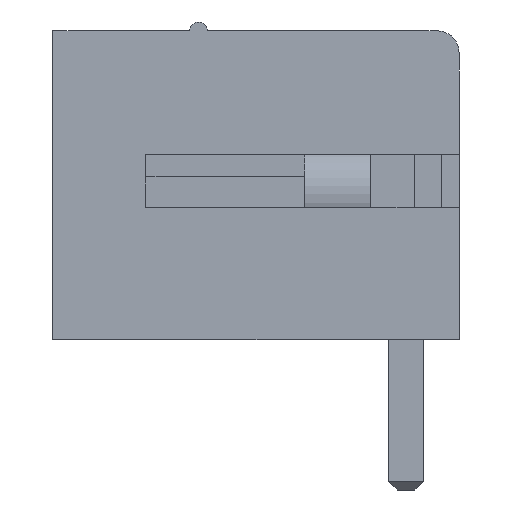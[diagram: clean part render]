
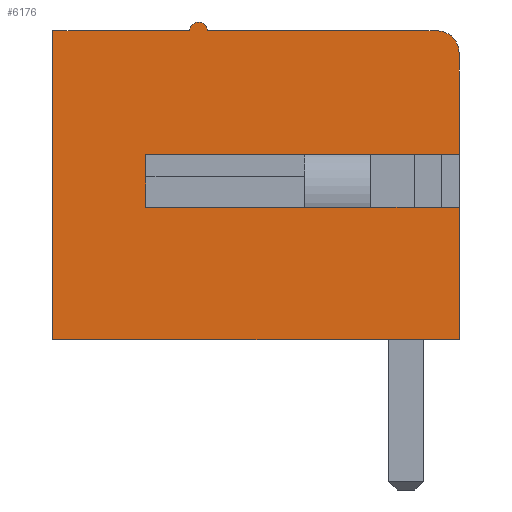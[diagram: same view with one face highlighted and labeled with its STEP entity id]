
A CAD part, left-side view. The second image highlights one B-rep face of the part: STEP entity #6176.
In plain terms, the highlighted planar face has unit normal (-1, 0, 0).
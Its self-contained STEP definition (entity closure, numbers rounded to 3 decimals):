
#90=CIRCLE('',#6571,0.5);
#91=CIRCLE('',#6572,0.2);
#143=FACE_OUTER_BOUND('',#465,.T.);
#465=EDGE_LOOP('',(#4080,#4081,#4082,#4083,#4084,#4085,#4086,#4087,#4088,
#4089,#4090));
#799=LINE('',#8580,#1667);
#815=LINE('',#8612,#1683);
#818=LINE('',#8617,#1686);
#825=LINE('',#8631,#1693);
#827=LINE('',#8635,#1695);
#828=LINE('',#8639,#1696);
#829=LINE('',#8643,#1697);
#830=LINE('',#8645,#1698);
#831=LINE('',#8646,#1699);
#1667=VECTOR('',#6950,10.);
#1683=VECTOR('',#6972,10.);
#1686=VECTOR('',#6977,10.);
#1693=VECTOR('',#6988,10.);
#1695=VECTOR('',#6992,10.);
#1696=VECTOR('',#6995,10.);
#1697=VECTOR('',#6998,10.);
#1698=VECTOR('',#6999,10.);
#1699=VECTOR('',#7000,10.);
#2535=VERTEX_POINT('',#8577);
#2536=VERTEX_POINT('',#8579);
#2549=VERTEX_POINT('',#8611);
#2550=VERTEX_POINT('',#8616);
#2555=VERTEX_POINT('',#8630);
#2556=VERTEX_POINT('',#8634);
#2557=VERTEX_POINT('',#8636);
#2558=VERTEX_POINT('',#8638);
#2559=VERTEX_POINT('',#8640);
#2560=VERTEX_POINT('',#8642);
#2561=VERTEX_POINT('',#8644);
#3127=EDGE_CURVE('',#2536,#2535,#799,.T.);
#3143=EDGE_CURVE('',#2549,#2536,#815,.T.);
#3146=EDGE_CURVE('',#2550,#2549,#818,.T.);
#3153=EDGE_CURVE('',#2550,#2555,#825,.T.);
#3155=EDGE_CURVE('',#2556,#2535,#827,.T.);
#3156=EDGE_CURVE('',#2557,#2556,#90,.T.);
#3157=EDGE_CURVE('',#2558,#2557,#828,.T.);
#3158=EDGE_CURVE('',#2559,#2558,#91,.T.);
#3159=EDGE_CURVE('',#2560,#2559,#829,.T.);
#3160=EDGE_CURVE('',#2561,#2560,#830,.T.);
#3161=EDGE_CURVE('',#2555,#2561,#831,.T.);
#4080=ORIENTED_EDGE('',*,*,#3127,.T.);
#4081=ORIENTED_EDGE('',*,*,#3155,.F.);
#4082=ORIENTED_EDGE('',*,*,#3156,.F.);
#4083=ORIENTED_EDGE('',*,*,#3157,.F.);
#4084=ORIENTED_EDGE('',*,*,#3158,.F.);
#4085=ORIENTED_EDGE('',*,*,#3159,.F.);
#4086=ORIENTED_EDGE('',*,*,#3160,.F.);
#4087=ORIENTED_EDGE('',*,*,#3161,.F.);
#4088=ORIENTED_EDGE('',*,*,#3153,.F.);
#4089=ORIENTED_EDGE('',*,*,#3146,.T.);
#4090=ORIENTED_EDGE('',*,*,#3143,.T.);
#5873=PLANE('',#6570);
#6176=ADVANCED_FACE('',(#143),#5873,.F.);
#6570=AXIS2_PLACEMENT_3D('',#8633,#6990,#6991);
#6571=AXIS2_PLACEMENT_3D('',#8637,#6993,#6994);
#6572=AXIS2_PLACEMENT_3D('',#8641,#6996,#6997);
#6950=DIRECTION('',(0.,-1.,0.));
#6972=DIRECTION('',(0.,0.,1.));
#6977=DIRECTION('',(0.,1.,0.));
#6988=DIRECTION('',(0.,0.,-1.));
#6990=DIRECTION('center_axis',(1.,0.,0.));
#6991=DIRECTION('ref_axis',(0.,0.,-1.));
#6992=DIRECTION('',(0.,0.,-1.));
#6993=DIRECTION('center_axis',(1.,0.,0.));
#6994=DIRECTION('ref_axis',(0.,0.,1.));
#6995=DIRECTION('',(0.,-1.,0.));
#6996=DIRECTION('center_axis',(1.,0.,0.));
#6997=DIRECTION('ref_axis',(0.,1.,0.));
#6998=DIRECTION('',(0.,-1.,0.));
#6999=DIRECTION('',(0.,0.,1.));
#7000=DIRECTION('',(0.,1.,0.));
#8577=CARTESIAN_POINT('',(-26.65,-1.2,4.2));
#8579=CARTESIAN_POINT('',(-26.65,5.9,4.2));
#8580=CARTESIAN_POINT('',(-26.65,1.131,4.2));
#8611=CARTESIAN_POINT('',(-26.65,5.9,3.));
#8612=CARTESIAN_POINT('',(-26.65,5.9,3.833));
#8616=CARTESIAN_POINT('',(-26.65,-1.2,3.));
#8617=CARTESIAN_POINT('',(-26.65,4.681,3.));
#8630=CARTESIAN_POINT('',(-26.65,-1.2,0.));
#8631=CARTESIAN_POINT('',(-26.65,-1.2,6.5));
#8633=CARTESIAN_POINT('Origin',(-26.65,3.461,3.465));
#8634=CARTESIAN_POINT('',(-26.65,-1.2,6.5));
#8635=CARTESIAN_POINT('',(-26.65,-1.2,6.5));
#8636=CARTESIAN_POINT('',(-26.65,-0.7,7.));
#8637=CARTESIAN_POINT('Origin',(-26.65,-0.7,6.5));
#8638=CARTESIAN_POINT('',(-26.65,4.5,7.));
#8639=CARTESIAN_POINT('',(-26.65,4.5,7.));
#8640=CARTESIAN_POINT('',(-26.65,4.9,7.));
#8641=CARTESIAN_POINT('Origin',(-26.65,4.7,7.));
#8642=CARTESIAN_POINT('',(-26.65,8.,7.));
#8643=CARTESIAN_POINT('',(-26.65,8.,7.));
#8644=CARTESIAN_POINT('',(-26.65,8.,0.));
#8645=CARTESIAN_POINT('',(-26.65,8.,0.));
#8646=CARTESIAN_POINT('',(-26.65,-1.2,0.));
